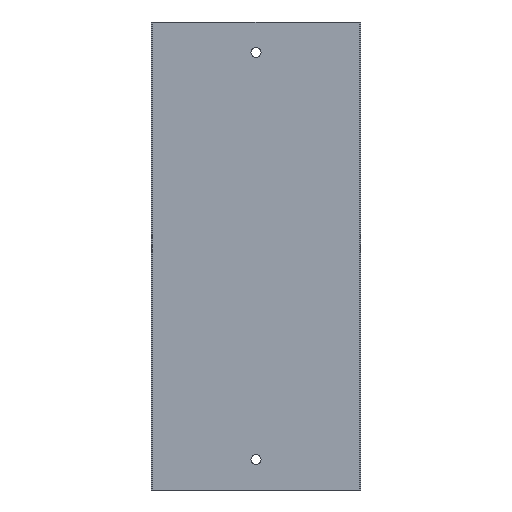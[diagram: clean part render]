
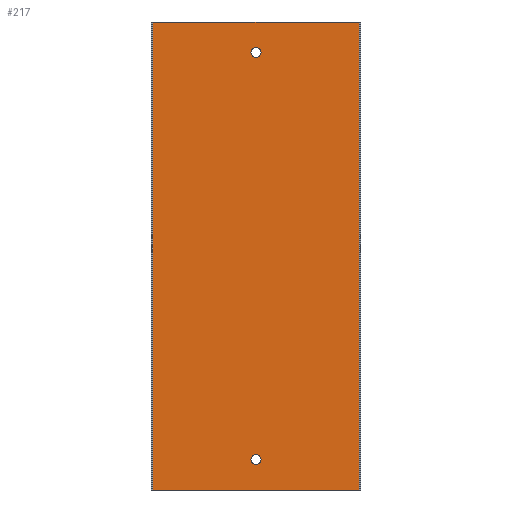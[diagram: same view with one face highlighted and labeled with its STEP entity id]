
A CAD part, front view. The second image highlights one B-rep face of the part: STEP entity #217.
In plain terms, the highlighted planar face has unit normal (0, -1, 0).
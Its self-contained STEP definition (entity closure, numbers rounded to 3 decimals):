
#34 = VERTEX_POINT ( 'NONE', #302 ) ;
#37 = VECTOR ( 'NONE', #384, 1000. ) ;
#46 = FACE_BOUND ( 'NONE', #57, .T. ) ;
#47 = VERTEX_POINT ( 'NONE', #330 ) ;
#48 = VERTEX_POINT ( 'NONE', #312 ) ;
#57 = EDGE_LOOP ( 'NONE', ( #188 ) ) ;
#59 = VECTOR ( 'NONE', #409, 1000. ) ;
#74 = EDGE_LOOP ( 'NONE', ( #113 ) ) ;
#77 = VERTEX_POINT ( 'NONE', #320 ) ;
#89 = EDGE_LOOP ( 'NONE', ( #146, #98, #202, #203 ) ) ;
#97 = CIRCLE ( 'NONE', #264, 2.5 ) ;
#98 = ORIENTED_EDGE ( 'NONE', *, *, #222, .F. ) ;
#101 = VECTOR ( 'NONE', #326, 1000. ) ;
#102 = VERTEX_POINT ( 'NONE', #416 ) ;
#104 = LINE ( 'NONE', #355, #37 ) ;
#106 = VERTEX_POINT ( 'NONE', #289 ) ;
#113 = ORIENTED_EDGE ( 'NONE', *, *, #277, .F. ) ;
#142 = CIRCLE ( 'NONE', #263, 2.5 ) ;
#146 = ORIENTED_EDGE ( 'NONE', *, *, #229, .T. ) ;
#149 = FACE_BOUND ( 'NONE', #74, .T. ) ;
#156 = VECTOR ( 'NONE', #404, 1000. ) ;
#170 = FACE_OUTER_BOUND ( 'NONE', #89, .T. ) ;
#184 = LINE ( 'NONE', #398, #156 ) ;
#188 = ORIENTED_EDGE ( 'NONE', *, *, #278, .F. ) ;
#189 = LINE ( 'NONE', #401, #59 ) ;
#192 = LINE ( 'NONE', #397, #101 ) ;
#202 = ORIENTED_EDGE ( 'NONE', *, *, #225, .F. ) ;
#203 = ORIENTED_EDGE ( 'NONE', *, *, #252, .T. ) ;
#217 = ADVANCED_FACE ( 'NONE', ( #46, #149, #170 ), #365, .F. ) ;
#222 = EDGE_CURVE ( 'NONE', #77, #48, #192, .T. ) ;
#225 = EDGE_CURVE ( 'NONE', #34, #77, #184, .T. ) ;
#229 = EDGE_CURVE ( 'NONE', #47, #48, #189, .T. ) ;
#244 = AXIS2_PLACEMENT_3D ( 'NONE', #297, #291, #311 ) ;
#252 = EDGE_CURVE ( 'NONE', #34, #47, #104, .T. ) ;
#263 = AXIS2_PLACEMENT_3D ( 'NONE', #391, #385, #323 ) ;
#264 = AXIS2_PLACEMENT_3D ( 'NONE', #381, #380, #374 ) ;
#277 = EDGE_CURVE ( 'NONE', #102, #102, #142, .T. ) ;
#278 = EDGE_CURVE ( 'NONE', #106, #106, #97, .T. ) ;
#289 = CARTESIAN_POINT ( 'NONE',  ( 0., 0., 218.5 ) ) ;
#291 = DIRECTION ( 'NONE',  ( 0., 1., 0. ) ) ;
#297 = CARTESIAN_POINT ( 'NONE',  ( -51., 0., 231. ) ) ;
#302 = CARTESIAN_POINT ( 'NONE',  ( -51., 0., 231. ) ) ;
#311 = DIRECTION ( 'NONE',  ( 0., 0., 1. ) ) ;
#312 = CARTESIAN_POINT ( 'NONE',  ( 51., 0., 0. ) ) ;
#320 = CARTESIAN_POINT ( 'NONE',  ( 51., 0., 231. ) ) ;
#323 = DIRECTION ( 'NONE',  ( 0., 0., 1. ) ) ;
#326 = DIRECTION ( 'NONE',  ( 0., 0., -1. ) ) ;
#330 = CARTESIAN_POINT ( 'NONE',  ( -51., 0., 0. ) ) ;
#355 = CARTESIAN_POINT ( 'NONE',  ( -51., 0., 231. ) ) ;
#365 = PLANE ( 'NONE',  #244 ) ;
#374 = DIRECTION ( 'NONE',  ( 0., 0., 1. ) ) ;
#380 = DIRECTION ( 'NONE',  ( 0., -1., 0. ) ) ;
#381 = CARTESIAN_POINT ( 'NONE',  ( 0., 0., 216. ) ) ;
#384 = DIRECTION ( 'NONE',  ( 0., 0., -1. ) ) ;
#385 = DIRECTION ( 'NONE',  ( 0., -1., 0. ) ) ;
#391 = CARTESIAN_POINT ( 'NONE',  ( 0., 0., 15. ) ) ;
#397 = CARTESIAN_POINT ( 'NONE',  ( 51., 0., 231. ) ) ;
#398 = CARTESIAN_POINT ( 'NONE',  ( -51., 0., 231. ) ) ;
#401 = CARTESIAN_POINT ( 'NONE',  ( -51., 0., 0. ) ) ;
#404 = DIRECTION ( 'NONE',  ( 1., 0., 0. ) ) ;
#409 = DIRECTION ( 'NONE',  ( 1., 0., 0. ) ) ;
#416 = CARTESIAN_POINT ( 'NONE',  ( 0., 0., 17.5 ) ) ;
